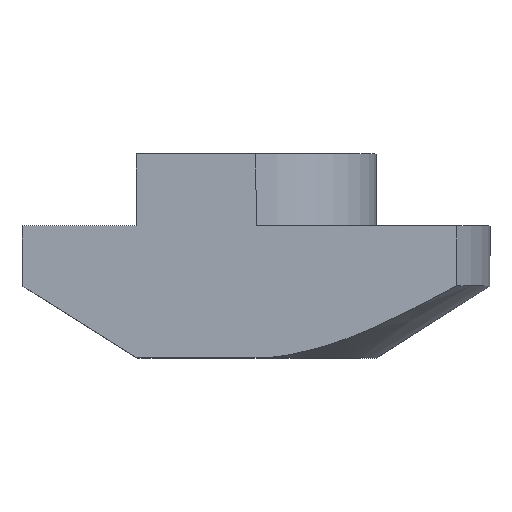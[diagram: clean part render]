
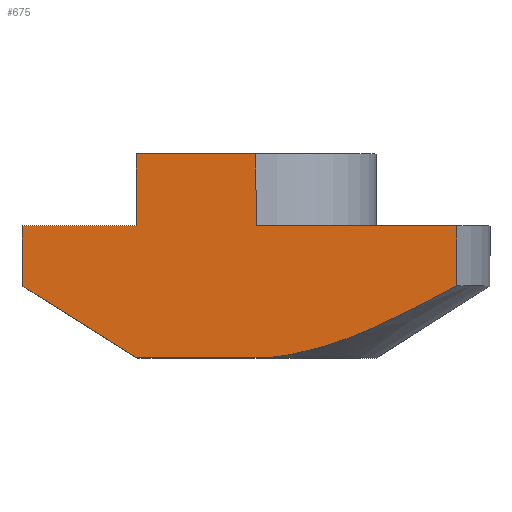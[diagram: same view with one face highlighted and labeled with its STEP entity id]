
A CAD part, top view. The second image highlights one B-rep face of the part: STEP entity #675.
In plain terms, the highlighted planar face has unit normal (0, 0, 1).
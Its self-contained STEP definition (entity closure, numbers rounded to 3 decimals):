
#6 = CARTESIAN_POINT ( 'NONE',  ( -9.75, -8.5, 5. ) ) ;
#18 = LINE ( 'NONE', #28, #148 ) ;
#28 = CARTESIAN_POINT ( 'NONE',  ( -5., -8.5, 5. ) ) ;
#40 = CARTESIAN_POINT ( 'NONE',  ( 5., -3., 5. ) ) ;
#45 = CARTESIAN_POINT ( 'NONE',  ( 8.37, -3., 5. ) ) ;
#54 = CARTESIAN_POINT ( 'NONE',  ( 0., 0., 5. ) ) ;
#55 = CARTESIAN_POINT ( 'NONE',  ( 5.033, -7.189, 5. ) ) ;
#60 = VECTOR ( 'NONE', #426, 1000. ) ;
#63 = VERTEX_POINT ( 'NONE', #786 ) ;
#65 = EDGE_CURVE ( 'NONE', #63, #123, #286, .T. ) ;
#83 = DIRECTION ( 'NONE',  ( 0., -1., 0. ) ) ;
#84 = CARTESIAN_POINT ( 'NONE',  ( 0., -3., 5. ) ) ;
#88 = CARTESIAN_POINT ( 'NONE',  ( 0., -8.5, 5. ) ) ;
#95 = EDGE_CURVE ( 'NONE', #214, #770, #506, .T. ) ;
#101 = VERTEX_POINT ( 'NONE', #84 ) ;
#106 = LINE ( 'NONE', #555, #367 ) ;
#108 = CARTESIAN_POINT ( 'NONE',  ( -5., -3., 5. ) ) ;
#110 = ORIENTED_EDGE ( 'NONE', *, *, #326, .T. ) ;
#113 = CARTESIAN_POINT ( 'NONE',  ( 1.494, -8.388, 5. ) ) ;
#123 = VERTEX_POINT ( 'NONE', #108 ) ;
#133 = VERTEX_POINT ( 'NONE', #88 ) ;
#145 = EDGE_CURVE ( 'NONE', #101, #262, #415, .T. ) ;
#148 = VECTOR ( 'NONE', #659, 1000. ) ;
#152 = EDGE_CURVE ( 'NONE', #262, #63, #789, .T. ) ;
#155 = CARTESIAN_POINT ( 'NONE',  ( 5., 0., 5. ) ) ;
#167 = ORIENTED_EDGE ( 'NONE', *, *, #449, .T. ) ;
#177 = CARTESIAN_POINT ( 'NONE',  ( 7.712, -5.857, 5. ) ) ;
#182 = CARTESIAN_POINT ( 'NONE',  ( -9.75, -5.5, 5. ) ) ;
#183 = CARTESIAN_POINT ( 'NONE',  ( 5.71, -6.871, 5. ) ) ;
#196 = VECTOR ( 'NONE', #83, 1000. ) ;
#208 = VECTOR ( 'NONE', #403, 1000. ) ;
#214 = VERTEX_POINT ( 'NONE', #342 ) ;
#217 = ORIENTED_EDGE ( 'NONE', *, *, #65, .T. ) ;
#218 = CARTESIAN_POINT ( 'NONE',  ( -5., 0., 5. ) ) ;
#224 = FACE_OUTER_BOUND ( 'NONE', #495, .T. ) ;
#245 = DIRECTION ( 'NONE',  ( -1., 0., 0. ) ) ;
#262 = VERTEX_POINT ( 'NONE', #408 ) ;
#268 = ORIENTED_EDGE ( 'NONE', *, *, #95, .T. ) ;
#274 = VERTEX_POINT ( 'NONE', #485 ) ;
#276 = VERTEX_POINT ( 'NONE', #314 ) ;
#286 = LINE ( 'NONE', #218, #208 ) ;
#299 = CARTESIAN_POINT ( 'NONE',  ( -5., -3., 5. ) ) ;
#302 = DIRECTION ( 'NONE',  ( 0., 0., -1. ) ) ;
#307 = EDGE_CURVE ( 'NONE', #123, #214, #735, .T. ) ;
#314 = CARTESIAN_POINT ( 'NONE',  ( 8.37, -5.5, 5. ) ) ;
#326 = EDGE_CURVE ( 'NONE', #787, #101, #551, .T. ) ;
#331 = B_SPLINE_CURVE_WITH_KNOTS ( 'NONE', 3,
 ( #502, #177, #421, #183, #55, #679, #805, #113, #751, #361 ),
 .UNSPECIFIED., .F., .F.,
 ( 4, 2, 2, 2, 4 ),
 ( 0.01, 0.013, 0.015, 0.017, 0.019 ),
 .UNSPECIFIED. ) ;
#342 = CARTESIAN_POINT ( 'NONE',  ( -9.75, -3., 5. ) ) ;
#343 = VECTOR ( 'NONE', #536, 1000. ) ;
#347 = EDGE_CURVE ( 'NONE', #276, #133, #331, .T. ) ;
#361 = CARTESIAN_POINT ( 'NONE',  ( 0., -8.5, 5. ) ) ;
#367 = VECTOR ( 'NONE', #795, 1000. ) ;
#385 = LINE ( 'NONE', #6, #684 ) ;
#403 = DIRECTION ( 'NONE',  ( 0., -1., 0. ) ) ;
#408 = CARTESIAN_POINT ( 'NONE',  ( 0., 0., 5. ) ) ;
#411 = DIRECTION ( 'NONE',  ( -1., 0., 0. ) ) ;
#415 = LINE ( 'NONE', #650, #343 ) ;
#421 = CARTESIAN_POINT ( 'NONE',  ( 7.05, -6.205, 5. ) ) ;
#426 = DIRECTION ( 'NONE',  ( -1., 0., 0. ) ) ;
#449 = EDGE_CURVE ( 'NONE', #274, #133, #385, .T. ) ;
#465 = ORIENTED_EDGE ( 'NONE', *, *, #727, .T. ) ;
#476 = PLANE ( 'NONE',  #809 ) ;
#485 = CARTESIAN_POINT ( 'NONE',  ( -5., -8.5, 5. ) ) ;
#495 = EDGE_LOOP ( 'NONE', ( #557, #167, #647, #465, #110, #511, #677, #217, #757, #268 ) ) ;
#502 = CARTESIAN_POINT ( 'NONE',  ( 8.37, -5.5, 5. ) ) ;
#506 = LINE ( 'NONE', #697, #196 ) ;
#511 = ORIENTED_EDGE ( 'NONE', *, *, #145, .T. ) ;
#536 = DIRECTION ( 'NONE',  ( 0., 1., 0. ) ) ;
#543 = VECTOR ( 'NONE', #245, 1000. ) ;
#551 = LINE ( 'NONE', #40, #60 ) ;
#555 = CARTESIAN_POINT ( 'NONE',  ( 8.37, -8.5, 5. ) ) ;
#557 = ORIENTED_EDGE ( 'NONE', *, *, #558, .F. ) ;
#558 = EDGE_CURVE ( 'NONE', #274, #770, #18, .T. ) ;
#565 = VECTOR ( 'NONE', #411, 1000. ) ;
#647 = ORIENTED_EDGE ( 'NONE', *, *, #347, .F. ) ;
#650 = CARTESIAN_POINT ( 'NONE',  ( 0., -10.071, 5. ) ) ;
#659 = DIRECTION ( 'NONE',  ( -0.845, 0.534, 0. ) ) ;
#675 = ADVANCED_FACE ( 'NONE', ( #224 ), #476, .F. ) ;
#677 = ORIENTED_EDGE ( 'NONE', *, *, #152, .T. ) ;
#679 = CARTESIAN_POINT ( 'NONE',  ( 3.65, -7.762, 5. ) ) ;
#684 = VECTOR ( 'NONE', #754, 1000. ) ;
#697 = CARTESIAN_POINT ( 'NONE',  ( -9.75, -3., 5. ) ) ;
#727 = EDGE_CURVE ( 'NONE', #276, #787, #106, .T. ) ;
#729 = DIRECTION ( 'NONE',  ( -1., 0., 0. ) ) ;
#735 = LINE ( 'NONE', #299, #543 ) ;
#751 = CARTESIAN_POINT ( 'NONE',  ( 0.756, -8.5, 5. ) ) ;
#754 = DIRECTION ( 'NONE',  ( 1., 0., 0. ) ) ;
#757 = ORIENTED_EDGE ( 'NONE', *, *, #307, .T. ) ;
#770 = VERTEX_POINT ( 'NONE', #182 ) ;
#786 = CARTESIAN_POINT ( 'NONE',  ( -5., 0., 5. ) ) ;
#787 = VERTEX_POINT ( 'NONE', #45 ) ;
#789 = LINE ( 'NONE', #155, #565 ) ;
#795 = DIRECTION ( 'NONE',  ( 0., 1., 0. ) ) ;
#805 = CARTESIAN_POINT ( 'NONE',  ( 2.939, -8.019, 5. ) ) ;
#809 = AXIS2_PLACEMENT_3D ( 'NONE', #54, #302, #729 ) ;
